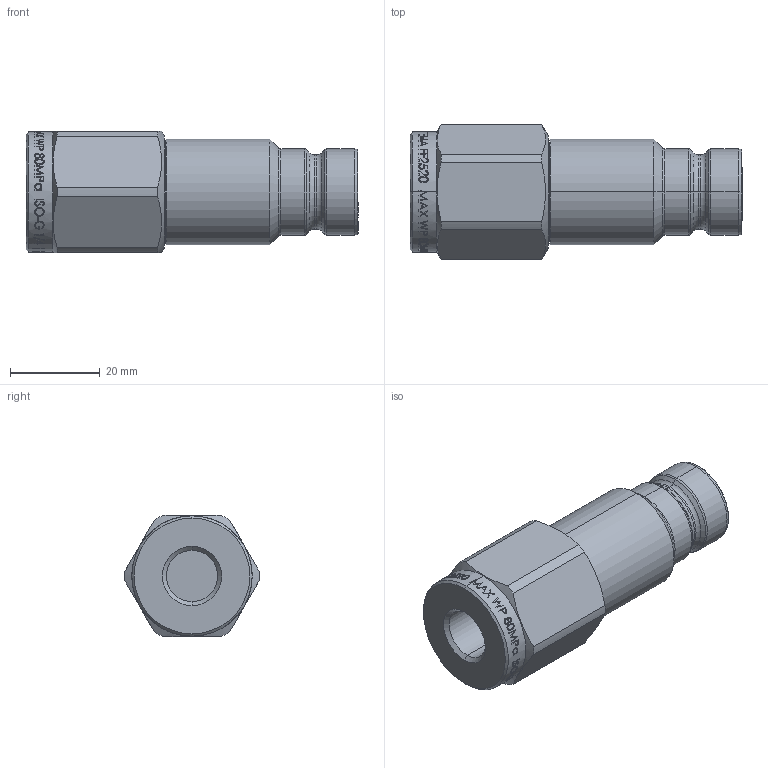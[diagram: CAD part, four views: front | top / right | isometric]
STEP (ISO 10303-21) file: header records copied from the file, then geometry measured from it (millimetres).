
FILE_DESCRIPTION (( 'STEP AP214' ), '1' );
FILE_NAME ('FF2520.STEP', '2014-10-29T10:58:34', ( 'admin' ), ( 'Microsoft' ), 'SwSTEP 2.0', 'SolidWorks 2009', '' );
FILE_SCHEMA (( 'AUTOMOTIVE_DESIGN' ));
Length unit declared in the file: millimetre
Products named in the file (1): FF2520
Bounding box: 74 x 29.99 x 27 mm (x, y, z)
Volume: 33245.3 mm3; surface area: 7355.6 mm2
Topology: 1 solids, 1 shells, 614 faces, 1606 edges, 1058 vertices
Faces by surface type: bspline 284, plane 210, cylinder 84, cone 20, torus 16
Entity records: 40823 total; most frequent: CARTESIAN_POINT 28073, ORIENTED_EDGE 3212, DIRECTION 1666, EDGE_CURVE 1606, VERTEX_POINT 1058, B_SPLINE_CURVE_WITH_KNOTS 946, EDGE_LOOP 678, AXIS2_PLACEMENT_3D 675
